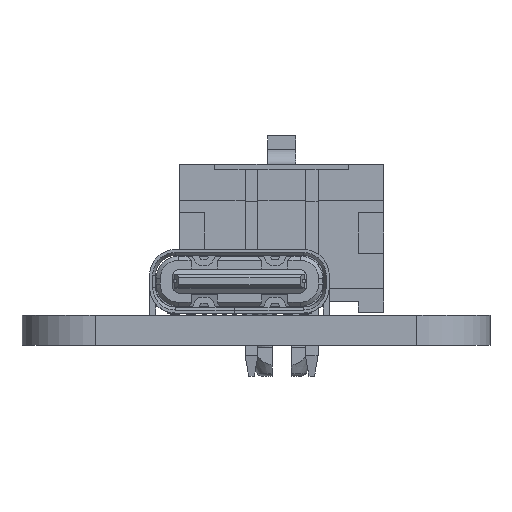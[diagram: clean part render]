
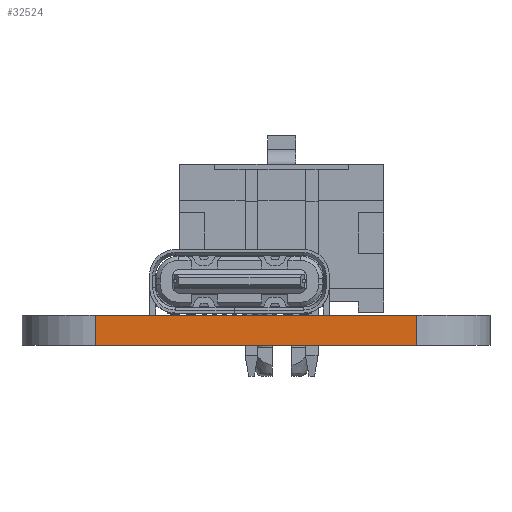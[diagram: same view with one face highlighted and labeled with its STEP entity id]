
A CAD part, front view. The second image highlights one B-rep face of the part: STEP entity #32524.
In plain terms, the highlighted planar face has unit normal (0, -1, 0).
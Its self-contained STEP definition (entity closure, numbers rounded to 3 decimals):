
#31423 = VERTEX_POINT('',#31424);
#31424 = CARTESIAN_POINT('',(178.45,-77.3,0.));
#31431 = EDGE_CURVE('',#31432,#31423,#31434,.T.);
#31432 = VERTEX_POINT('',#31433);
#31433 = CARTESIAN_POINT('',(194.45,-77.3,0.));
#31434 = LINE('',#31435,#31436);
#31435 = CARTESIAN_POINT('',(194.45,-77.3,0.));
#31436 = VECTOR('',#31437,1.);
#31437 = DIRECTION('',(-1.,0.,0.));
#31960 = VERTEX_POINT('',#31961);
#31961 = CARTESIAN_POINT('',(178.45,-77.3,1.51));
#31968 = EDGE_CURVE('',#31969,#31960,#31971,.T.);
#31969 = VERTEX_POINT('',#31970);
#31970 = CARTESIAN_POINT('',(194.45,-77.3,1.51));
#31971 = LINE('',#31972,#31973);
#31972 = CARTESIAN_POINT('',(194.45,-77.3,1.51));
#31973 = VECTOR('',#31974,1.);
#31974 = DIRECTION('',(-1.,0.,0.));
#32496 = EDGE_CURVE('',#31432,#31969,#32497,.T.);
#32497 = LINE('',#32498,#32499);
#32498 = CARTESIAN_POINT('',(194.45,-77.3,0.));
#32499 = VECTOR('',#32500,1.);
#32500 = DIRECTION('',(0.,0.,1.));
#32524 = ADVANCED_FACE('',(#32525),#32536,.T.);
#32525 = FACE_BOUND('',#32526,.T.);
#32526 = EDGE_LOOP('',(#32527,#32528,#32529,#32535));
#32527 = ORIENTED_EDGE('',*,*,#32496,.T.);
#32528 = ORIENTED_EDGE('',*,*,#31968,.T.);
#32529 = ORIENTED_EDGE('',*,*,#32530,.F.);
#32530 = EDGE_CURVE('',#31423,#31960,#32531,.T.);
#32531 = LINE('',#32532,#32533);
#32532 = CARTESIAN_POINT('',(178.45,-77.3,0.));
#32533 = VECTOR('',#32534,1.);
#32534 = DIRECTION('',(0.,0.,1.));
#32535 = ORIENTED_EDGE('',*,*,#31431,.F.);
#32536 = PLANE('',#32537);
#32537 = AXIS2_PLACEMENT_3D('',#32538,#32539,#32540);
#32538 = CARTESIAN_POINT('',(194.45,-77.3,0.));
#32539 = DIRECTION('',(0.,-1.,0.));
#32540 = DIRECTION('',(-1.,0.,0.));
